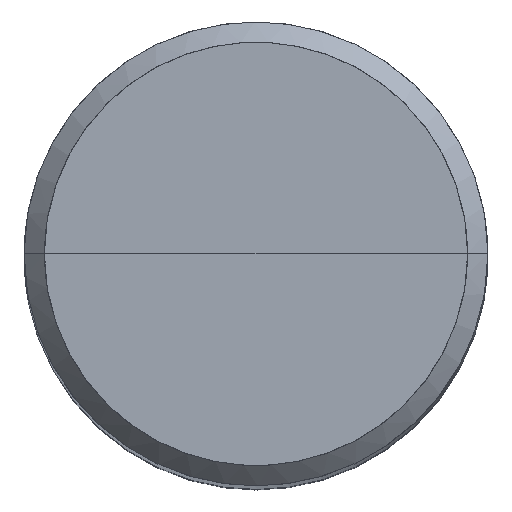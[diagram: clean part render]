
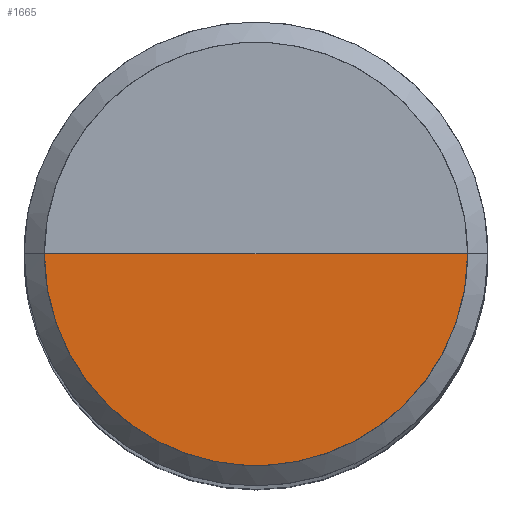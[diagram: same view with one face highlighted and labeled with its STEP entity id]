
A CAD part, top view. The second image highlights one B-rep face of the part: STEP entity #1665.
In plain terms, the highlighted free-form (B-spline) face has degree [1, 2] with [2, 5] control points.
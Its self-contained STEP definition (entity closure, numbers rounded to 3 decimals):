
#1310=CARTESIAN_POINT('',(7.3,0.0,63.0));
#1314=CARTESIAN_POINT('',(-7.3,0.0,63.0));
#1315=CARTESIAN_POINT('',(0.0,0.0,63.0));
#1322=CARTESIAN_POINT('',(-7.3,-7.3,63.0));
#1323=CARTESIAN_POINT('',(0.0,-7.3,63.0));
#1324=CARTESIAN_POINT('',(7.3,-7.3,63.0));
#1650=(
BOUNDED_SURFACE()
B_SPLINE_SURFACE(1,2,(
(#1314,#1322,#1323,#1324,#1310),
(#1315,#1315,#1315,#1315,#1315)
), .UNSPECIFIED.,.F.,.F.,.F.)
B_SPLINE_SURFACE_WITH_KNOTS((2,2),(3,2,3),(
0.0,1.0),(
0.0,0.5,1.0), .UNSPECIFIED.)
GEOMETRIC_REPRESENTATION_ITEM()
RATIONAL_B_SPLINE_SURFACE(((1.0,0.707,1.0,0.707,1.0),
(1.0,0.707,1.0,0.707,1.0)
))
REPRESENTATION_ITEM('')
SURFACE()
);
#1651=(
BOUNDED_CURVE()
B_SPLINE_CURVE(2,(#1310,#1324,#1323,#1322,#1314),.UNSPECIFIED.,.F.,.F.)
B_SPLINE_CURVE_WITH_KNOTS((3,2,3),
(0.0,0.5,1.0),.UNSPECIFIED.)
CURVE()
GEOMETRIC_REPRESENTATION_ITEM()
RATIONAL_B_SPLINE_CURVE((1.0,0.707,1.0,0.707,1.0))
REPRESENTATION_ITEM('')
);
#1652=(
BOUNDED_CURVE()
B_SPLINE_CURVE(1,(#1314,#1315),.UNSPECIFIED.,.F.,.F.)
B_SPLINE_CURVE_WITH_KNOTS((2,2),
(0.0,1.0),.UNSPECIFIED.)
CURVE()
GEOMETRIC_REPRESENTATION_ITEM()
RATIONAL_B_SPLINE_CURVE((1.0,1.0))
REPRESENTATION_ITEM('')
);
#1653=(
BOUNDED_CURVE()
B_SPLINE_CURVE(1,(#1315,#1310),.UNSPECIFIED.,.F.,.F.)
B_SPLINE_CURVE_WITH_KNOTS((2,2),
(0.0,1.0),.UNSPECIFIED.)
CURVE()
GEOMETRIC_REPRESENTATION_ITEM()
RATIONAL_B_SPLINE_CURVE((1.0,1.0))
REPRESENTATION_ITEM('')
);
#1654=VERTEX_POINT('',#1310);
#1655=VERTEX_POINT('',#1314);
#1656=VERTEX_POINT('',#1315);
#1657=EDGE_CURVE('',#1654,#1655,#1651,.T.);
#1658=EDGE_CURVE('',#1655,#1656,#1652,.T.);
#1659=EDGE_CURVE('',#1656,#1654,#1653,.T.);
#1660=ORIENTED_EDGE('',*,*,#1657,.T.);
#1661=ORIENTED_EDGE('',*,*,#1658,.T.);
#1662=ORIENTED_EDGE('',*,*,#1659,.T.);
#1663=EDGE_LOOP('',(#1660,#1661,#1662));
#1664=FACE_OUTER_BOUND('',#1663,.T.);
#1665=ADVANCED_FACE('',(#1664),#1650,.T.);
